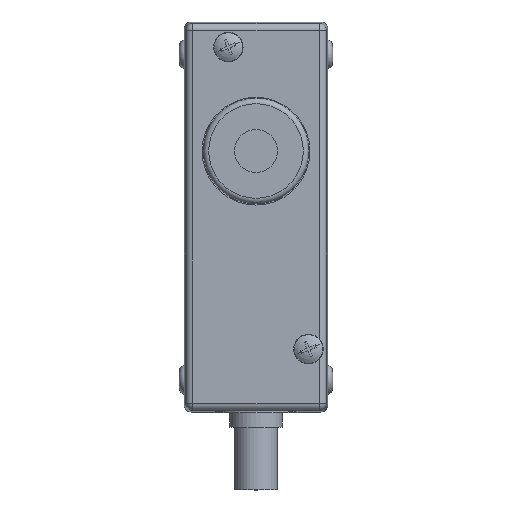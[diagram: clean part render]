
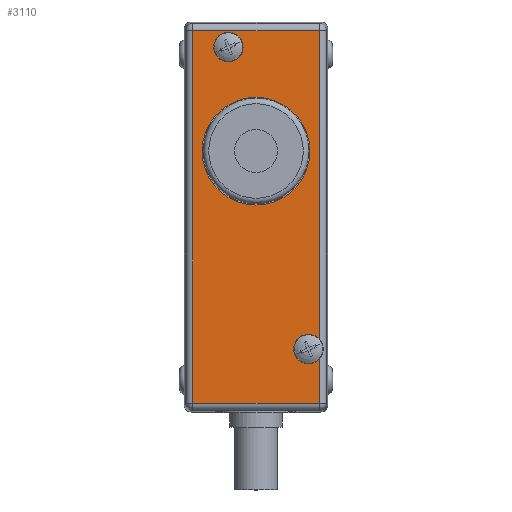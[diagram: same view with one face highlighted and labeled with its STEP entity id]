
A CAD part, top view. The second image highlights one B-rep face of the part: STEP entity #3110.
In plain terms, the highlighted planar face has unit normal (0, 0, 1).
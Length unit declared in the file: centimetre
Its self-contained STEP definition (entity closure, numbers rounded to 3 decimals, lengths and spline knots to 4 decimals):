
#399=VECTOR('',#3824,1.);
#400=VECTOR('',#3825,1.);
#401=VECTOR('',#3826,1.);
#402=VECTOR('',#3827,1.);
#613=LINE('',#4766,#399);
#614=LINE('',#4768,#400);
#615=LINE('',#4770,#401);
#616=LINE('',#4772,#402);
#788=PLANE('',#3342);
#959=VERTEX_POINT('',#4751);
#960=VERTEX_POINT('',#4752);
#963=VERTEX_POINT('',#4761);
#964=VERTEX_POINT('',#4765);
#965=VERTEX_POINT('',#4767);
#966=VERTEX_POINT('',#4769);
#967=VERTEX_POINT('',#4771);
#968=VERTEX_POINT('',#4773);
#1177=CIRCLE('',#3335,0.41);
#1180=CIRCLE('',#3340,0.41);
#1181=CIRCLE('',#3343,1.5);
#1422=EDGE_CURVE('',#960,#959,#1177,.T.);
#1425=EDGE_CURVE('',#963,#963,#1180,.T.);
#1426=EDGE_CURVE('',#964,#964,#1181,.T.);
#1427=EDGE_CURVE('',#965,#959,#613,.T.);
#1428=EDGE_CURVE('',#966,#965,#614,.T.);
#1429=EDGE_CURVE('',#967,#966,#615,.T.);
#1430=EDGE_CURVE('',#968,#967,#616,.T.);
#1431=EDGE_CURVE('',#960,#968,#613,.T.);
#1966=ORIENTED_EDGE('',*,*,#1425,.T.);
#1967=ORIENTED_EDGE('',*,*,#1426,.T.);
#1968=ORIENTED_EDGE('',*,*,#1422,.T.);
#1969=ORIENTED_EDGE('',*,*,#1427,.F.);
#1970=ORIENTED_EDGE('',*,*,#1428,.F.);
#1971=ORIENTED_EDGE('',*,*,#1429,.F.);
#1972=ORIENTED_EDGE('',*,*,#1430,.F.);
#1973=ORIENTED_EDGE('',*,*,#1431,.F.);
#2626=EDGE_LOOP('',(#1966));
#2627=EDGE_LOOP('',(#1967));
#2628=EDGE_LOOP('',(#1968,#1969,#1970,#1971,#1972,#1973));
#2883=FACE_BOUND('',#2626,.T.);
#2884=FACE_BOUND('',#2627,.T.);
#2885=FACE_BOUND('',#2628,.T.);
#3110=ADVANCED_FACE('',(#2883,#2884,#2885),#788,.T.);
#3335=AXIS2_PLACEMENT_3D('',#4753,#3809,#3810);
#3340=AXIS2_PLACEMENT_3D('',#4760,#3818,#3819);
#3342=AXIS2_PLACEMENT_3D('',#4763,#3821,$);
#3343=AXIS2_PLACEMENT_3D('',#4764,#3822,#3823);
#3809=DIRECTION('',(0.,0.,-1.));
#3810=DIRECTION('',(0.41,0.,0.));
#3818=DIRECTION('',(0.,0.,-1.));
#3819=DIRECTION('',(0.41,0.,0.));
#3821=DIRECTION('',(0.,0.,1.));
#3822=DIRECTION('',(0.,0.,-1.));
#3823=DIRECTION('',(1.5,0.,0.));
#3824=DIRECTION('',(0.,-1.,0.));
#3825=DIRECTION('',(1.,0.,0.));
#3826=DIRECTION('',(0.,1.,0.));
#3827=DIRECTION('',(-1.,0.,0.));
#4751=CARTESIAN_POINT('',(1.758,-3.3984,1.4));
#4752=CARTESIAN_POINT('',(1.758,-3.9616,1.4));
#4753=CARTESIAN_POINT('',(1.46,-3.68,1.4));
#4760=CARTESIAN_POINT('',(-0.77,4.73,1.4));
#4761=CARTESIAN_POINT('',(-0.36,4.73,1.4));
#4763=CARTESIAN_POINT('',(0.,0.,1.4));
#4764=CARTESIAN_POINT('',(0.,1.83,1.4));
#4765=CARTESIAN_POINT('',(1.5,1.83,1.4));
#4766=CARTESIAN_POINT('',(1.758,2.715,1.4));
#4767=CARTESIAN_POINT('',(1.758,5.188,1.4));
#4768=CARTESIAN_POINT('',(-1.,5.188,1.4));
#4769=CARTESIAN_POINT('',(-1.758,5.188,1.4));
#4770=CARTESIAN_POINT('',(-1.758,-2.715,1.4));
#4771=CARTESIAN_POINT('',(-1.758,-5.188,1.4));
#4772=CARTESIAN_POINT('',(1.,-5.188,1.4));
#4773=CARTESIAN_POINT('',(1.758,-5.188,1.4));
